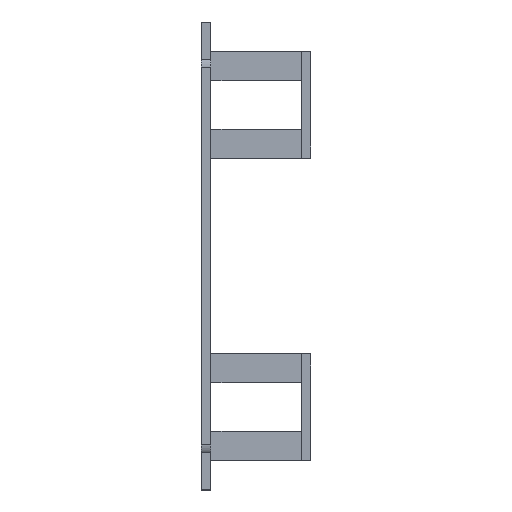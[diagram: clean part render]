
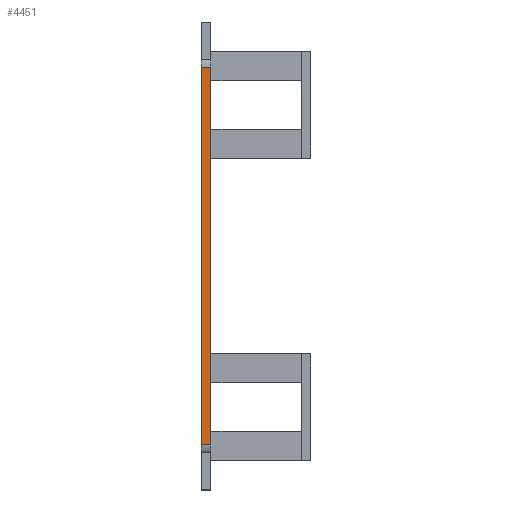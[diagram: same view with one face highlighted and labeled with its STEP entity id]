
A CAD part, left-side view. The second image highlights one B-rep face of the part: STEP entity #4451.
In plain terms, the highlighted planar face has unit normal (-1, 0, 0).
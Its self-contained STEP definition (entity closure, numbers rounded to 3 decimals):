
#17 = VECTOR ( 'NONE', #3780, 1000. ) ;
#307 = CARTESIAN_POINT ( 'NONE',  ( 27.27, 75.216, 22.942 ) ) ;
#324 = DIRECTION ( 'NONE',  ( 0., -1., 0. ) ) ;
#375 = VERTEX_POINT ( 'NONE', #1191 ) ;
#467 = CARTESIAN_POINT ( 'NONE',  ( 27.27, 75.216, -39.412 ) ) ;
#589 = ORIENTED_EDGE ( 'NONE', *, *, #3000, .T. ) ;
#621 = CARTESIAN_POINT ( 'NONE',  ( 27.27, 73.628, 22.942 ) ) ;
#624 = VERTEX_POINT ( 'NONE', #621 ) ;
#809 = DIRECTION ( 'NONE',  ( 1., 0., 0. ) ) ;
#832 = CARTESIAN_POINT ( 'NONE',  ( 27.27, 73.628, 22.942 ) ) ;
#932 = VERTEX_POINT ( 'NONE', #1540 ) ;
#1117 = DIRECTION ( 'NONE',  ( 0., 0., 1. ) ) ;
#1191 = CARTESIAN_POINT ( 'NONE',  ( 27.27, 75.216, 22.942 ) ) ;
#1307 = VECTOR ( 'NONE', #324, 1000. ) ;
#1540 = CARTESIAN_POINT ( 'NONE',  ( 27.27, 75.216, -39.412 ) ) ;
#1554 = LINE ( 'NONE', #307, #1307 ) ;
#1566 = CARTESIAN_POINT ( 'NONE',  ( 27.27, 75.216, 22.942 ) ) ;
#1925 = EDGE_CURVE ( 'NONE', #375, #624, #1554, .T. ) ;
#2072 = AXIS2_PLACEMENT_3D ( 'NONE', #1566, #809, #3348 ) ;
#2117 = EDGE_CURVE ( 'NONE', #932, #3131, #4308, .T. ) ;
#2188 = ORIENTED_EDGE ( 'NONE', *, *, #1925, .F. ) ;
#2440 = VECTOR ( 'NONE', #1117, 1000. ) ;
#2498 = LINE ( 'NONE', #832, #17 ) ;
#2860 = ORIENTED_EDGE ( 'NONE', *, *, #2117, .T. ) ;
#2941 = CARTESIAN_POINT ( 'NONE',  ( 27.27, 75.216, 22.942 ) ) ;
#3000 = EDGE_CURVE ( 'NONE', #3131, #624, #2498, .T. ) ;
#3131 = VERTEX_POINT ( 'NONE', #3967 ) ;
#3348 = DIRECTION ( 'NONE',  ( 0., 1., 0. ) ) ;
#3438 = ORIENTED_EDGE ( 'NONE', *, *, #4385, .F. ) ;
#3745 = PLANE ( 'NONE',  #2072 ) ;
#3761 = LINE ( 'NONE', #2941, #2440 ) ;
#3780 = DIRECTION ( 'NONE',  ( 0., 0., 1. ) ) ;
#3878 = FACE_OUTER_BOUND ( 'NONE', #4464, .T. ) ;
#3967 = CARTESIAN_POINT ( 'NONE',  ( 27.27, 73.628, -39.412 ) ) ;
#4308 = LINE ( 'NONE', #467, #4435 ) ;
#4385 = EDGE_CURVE ( 'NONE', #932, #375, #3761, .T. ) ;
#4435 = VECTOR ( 'NONE', #4566, 1000. ) ;
#4451 = ADVANCED_FACE ( 'NONE', ( #3878 ), #3745, .F. ) ;
#4464 = EDGE_LOOP ( 'NONE', ( #589, #2188, #3438, #2860 ) ) ;
#4566 = DIRECTION ( 'NONE',  ( 0., -1., 0. ) ) ;
